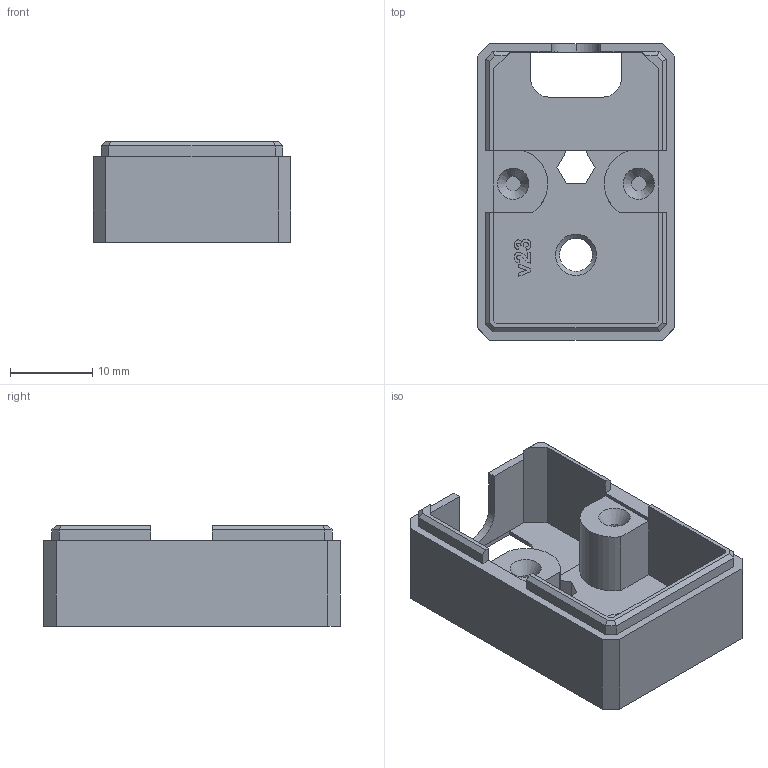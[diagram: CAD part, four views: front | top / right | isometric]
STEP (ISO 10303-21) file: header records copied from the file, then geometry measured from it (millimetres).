
FILE_DESCRIPTION(/* description */ (''),/* implementation_level */ '2;1');
FILE_NAME(/* name */ 'Top tactile.step',/* time_stamp */ '2025-05-25T10:26:08+01:00',/* author */ (''),/* organization */ (''),/* preprocessor_version */ 'ST-DEVELOPER v20.1',/* originating_system */ 'Autodesk Translation Framework v14.4.0.0',/* authorisation */ '');
FILE_SCHEMA (('AUTOMOTIVE_DESIGN { 1 0 10303 214 3 1 1 }'));
Length unit declared in the file: millimetre
Products named in the file (1): Top tactile
Bounding box: 24 x 36 x 12.2 mm (x, y, z)
Volume: 3792.8 mm3; surface area: 4189.3 mm2
Topology: 1 solids, 1 shells, 150 faces, 410 edges, 266 vertices
Faces by surface type: plane 91, bspline 44, cylinder 9, cone 6
Full cylindrical faces by diameter (mm): 1.8 x2, 4 x1
Entity records: 5127 total; most frequent: CARTESIAN_POINT 1575, ORIENTED_EDGE 820, DIRECTION 560, EDGE_CURVE 410, LINE 298, VECTOR 298, VERTEX_POINT 266, EDGE_LOOP 160
